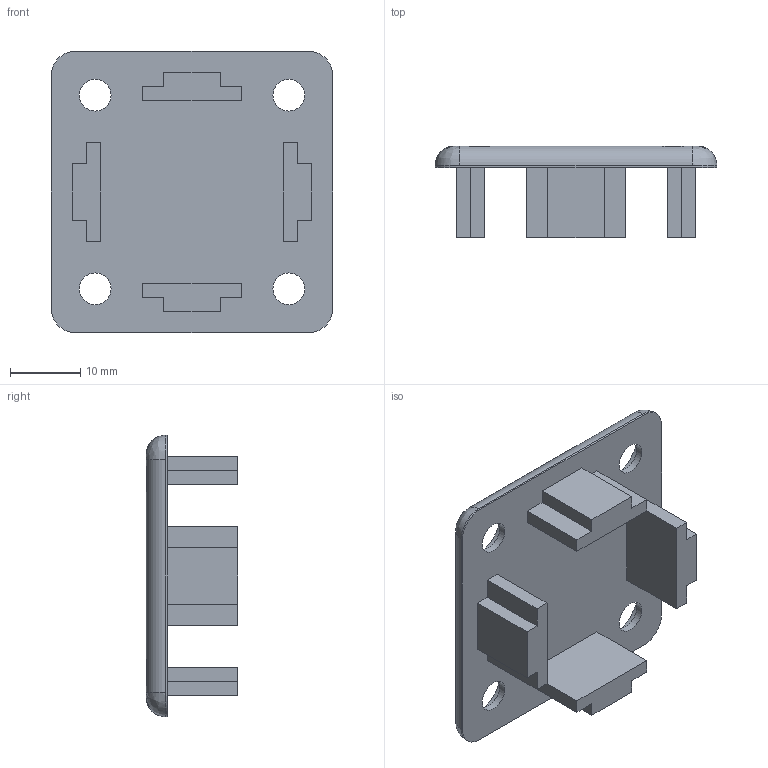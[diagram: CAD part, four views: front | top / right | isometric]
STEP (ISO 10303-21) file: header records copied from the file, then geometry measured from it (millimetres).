
FILE_DESCRIPTION(/* description */ ('STEP AP203'),/* implementation_level */ '2;1');
FILE_NAME(/* name */ '1008467.stp',/* time_stamp */ '2024-07-19T14:20:16+02:00',/* author */ ('Bo'),/* organization */ (''),/* preprocessor_version */ 'ST-DEVELOPER v20',/* originating_system */ 'Autodesk Inventor 2025',/* authorisation */ '');
FILE_SCHEMA (('AUTOMOTIVE_DESIGN { 1 0 10303 214 3 1 1 }'));
Length unit declared in the file: millimetre
Products named in the file (1): 1008467
Bounding box: 40 x 13 x 40 mm (x, y, z)
Volume: 5767.6 mm3; surface area: 5036.4 mm2
Topology: 1 solids, 1 shells, 70 faces, 184 edges, 120 vertices
Faces by surface type: plane 50, cylinder 16, bspline 4
Full cylindrical faces by diameter (mm): 4.5 x4, 8.5 x4
Entity records: 2275 total; most frequent: CARTESIAN_POINT 481, ORIENTED_EDGE 368, DIRECTION 350, EDGE_CURVE 184, LINE 132, VECTOR 132, VERTEX_POINT 120, AXIS2_PLACEMENT_3D 109
